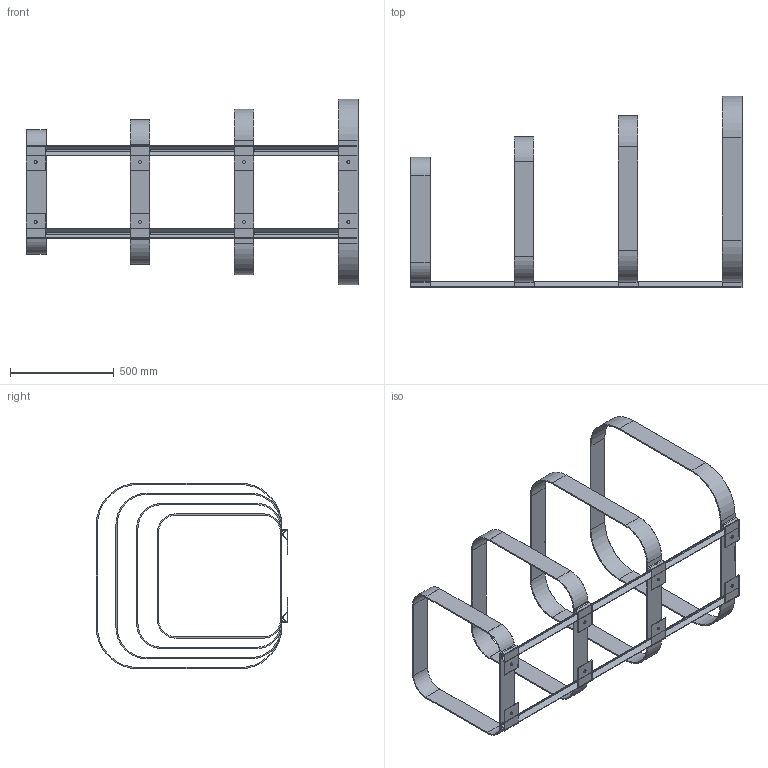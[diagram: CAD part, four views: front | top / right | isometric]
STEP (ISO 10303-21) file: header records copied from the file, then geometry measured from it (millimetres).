
FILE_DESCRIPTION (( 'STEP AP203' ), '1' );
FILE_NAME ('醫鋋櫡謤鍒罻 dina.STEP', '2024-05-20T07:55:06', ( '' ), ( '' ), 'SwSTEP 2.0', 'SolidWorks 2020', '' );
FILE_SCHEMA (( 'CONFIG_CONTROL_DESIGN' ));
Length unit declared in the file: millimetre
Products named in the file (1): 醫鋋櫡謤鍒罻 dina
Bounding box: 1602.5 x 923.81 x 895 mm (x, y, z)
Volume: 7270225.4 mm3; surface area: 2916716.3 mm2
Topology: 22 solids, 22 shells, 238 faces, 582 edges, 388 vertices
Faces by surface type: plane 168, cylinder 70
Full cylindrical faces by diameter (mm): 14 x8
Entity records: 7029 total; most frequent: CARTESIAN_POINT 1201, DIRECTION 1192, ORIENTED_EDGE 1148, EDGE_CURVE 574, VECTOR 434, LINE 434, VERTEX_POINT 388, AXIS2_PLACEMENT_3D 379
